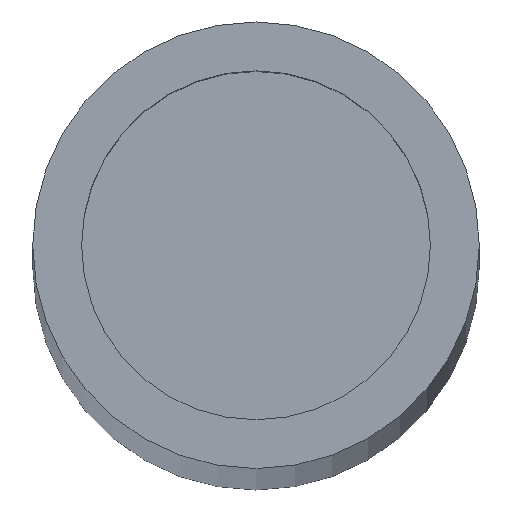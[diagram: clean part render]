
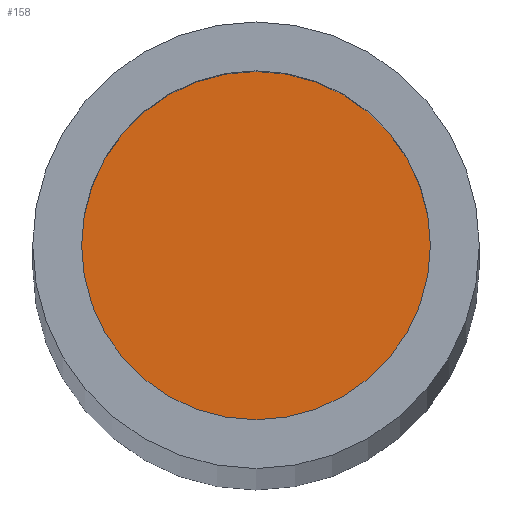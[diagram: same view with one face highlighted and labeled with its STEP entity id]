
A CAD part, top view. The second image highlights one B-rep face of the part: STEP entity #158.
In plain terms, the highlighted planar face has unit normal (0, 0, 1).
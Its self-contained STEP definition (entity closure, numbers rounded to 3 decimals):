
#5 = CARTESIAN_POINT ( 'NONE',  ( -3.125, 0., 213.5 ) ) ;
#42 = ORIENTED_EDGE ( 'NONE', *, *, #187, .T. ) ;
#45 = CARTESIAN_POINT ( 'NONE',  ( 3.125, 0., 213.5 ) ) ;
#52 = EDGE_LOOP ( 'NONE', ( #42, #274 ) ) ;
#68 = VERTEX_POINT ( 'NONE', #5 ) ;
#78 = CIRCLE ( 'NONE', #226, 3.125 ) ;
#85 = DIRECTION ( 'NONE',  ( 1., 0., 0. ) ) ;
#91 = CARTESIAN_POINT ( 'NONE',  ( 0., 0., 213.5 ) ) ;
#108 = CARTESIAN_POINT ( 'NONE',  ( 0., 0., 213.5 ) ) ;
#131 = EDGE_CURVE ( 'NONE', #68, #333, #254, .T. ) ;
#158 = ADVANCED_FACE ( 'NONE', ( #304 ), #257, .T. ) ;
#160 = DIRECTION ( 'NONE',  ( 1., 0., 0. ) ) ;
#165 = DIRECTION ( 'NONE',  ( 0., 0., 1. ) ) ;
#187 = EDGE_CURVE ( 'NONE', #333, #68, #78, .T. ) ;
#199 = AXIS2_PLACEMENT_3D ( 'NONE', #91, #259, #85 ) ;
#217 = AXIS2_PLACEMENT_3D ( 'NONE', #108, #165, #255 ) ;
#226 = AXIS2_PLACEMENT_3D ( 'NONE', #286, #306, #160 ) ;
#254 = CIRCLE ( 'NONE', #199, 3.125 ) ;
#255 = DIRECTION ( 'NONE',  ( 1., 0., 0. ) ) ;
#257 = PLANE ( 'NONE',  #217 ) ;
#259 = DIRECTION ( 'NONE',  ( 0., 0., 1. ) ) ;
#274 = ORIENTED_EDGE ( 'NONE', *, *, #131, .T. ) ;
#286 = CARTESIAN_POINT ( 'NONE',  ( 0., 0., 213.5 ) ) ;
#304 = FACE_OUTER_BOUND ( 'NONE', #52, .T. ) ;
#306 = DIRECTION ( 'NONE',  ( 0., 0., 1. ) ) ;
#333 = VERTEX_POINT ( 'NONE', #45 ) ;
